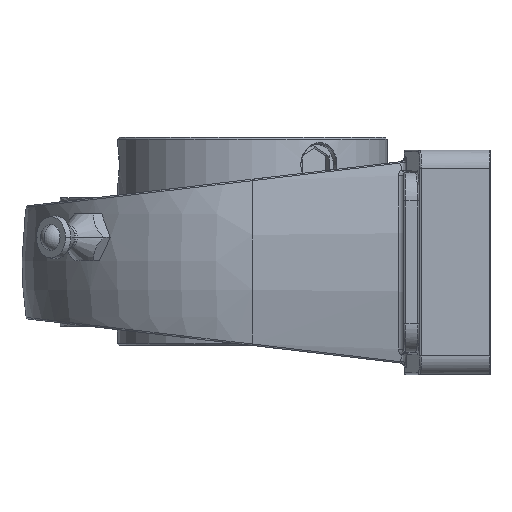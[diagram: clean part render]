
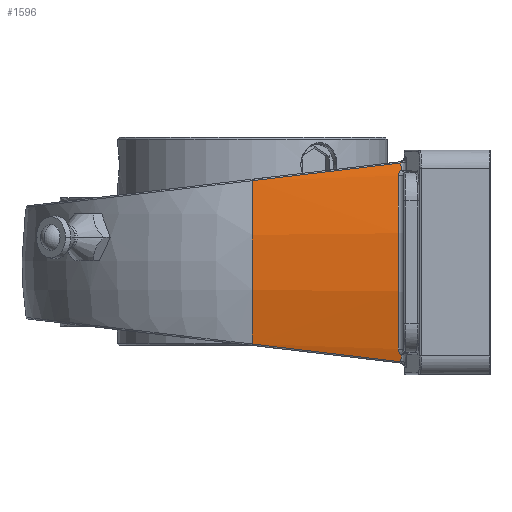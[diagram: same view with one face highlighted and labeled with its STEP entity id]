
A CAD part, left-side view. The second image highlights one B-rep face of the part: STEP entity #1596.
In plain terms, the highlighted cylindrical face has radius 96.8 mm (diameter 193.6 mm), a partial arc.
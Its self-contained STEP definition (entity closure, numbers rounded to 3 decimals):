
#1383 = VERTEX_POINT ( 'NONE', #3650 ) ;
#1512 = VERTEX_POINT ( 'NONE', #3975 ) ;
#1517 = ORIENTED_EDGE ( 'NONE', *, *, #1589, .T. ) ;
#1566 = EDGE_CURVE ( 'NONE', #1383, #1567, #4094, .T. ) ;
#1567 = VERTEX_POINT ( 'NONE', #4091 ) ;
#1569 = ORIENTED_EDGE ( 'NONE', *, *, #1572, .T. ) ;
#1572 = EDGE_CURVE ( 'NONE', #1567, #1512, #4059, .T. ) ;
#1583 = EDGE_CURVE ( 'NONE', #1598, #1602, #4102, .T. ) ;
#1584 = ORIENTED_EDGE ( 'NONE', *, *, #1588, .T. ) ;
#1585 = EDGE_CURVE ( 'NONE', #1602, #1592, #4106, .T. ) ;
#1586 = ORIENTED_EDGE ( 'NONE', *, *, #1566, .T. ) ;
#1587 = VERTEX_POINT ( 'NONE', #4107 ) ;
#1588 = EDGE_CURVE ( 'NONE', #1592, #1587, #4136, .T. ) ;
#1589 = EDGE_CURVE ( 'NONE', #1587, #1383, #4126, .T. ) ;
#1592 = VERTEX_POINT ( 'NONE', #4159 ) ;
#1593 = EDGE_LOOP ( 'NONE', ( #1600, #1599, #1603, #1595, #1584, #1517, #1586, #1569 ) ) ;
#1594 = EDGE_CURVE ( 'NONE', #1512, #1597, #4152, .T. ) ;
#1595 = ORIENTED_EDGE ( 'NONE', *, *, #1585, .T. ) ;
#1596 = ADVANCED_FACE ( 'NONE', ( #4112 ), #4151, .T. ) ;
#1597 = VERTEX_POINT ( 'NONE', #4153 ) ;
#1598 = VERTEX_POINT ( 'NONE', #4135 ) ;
#1599 = ORIENTED_EDGE ( 'NONE', *, *, #1601, .T. ) ;
#1600 = ORIENTED_EDGE ( 'NONE', *, *, #1594, .T. ) ;
#1601 = EDGE_CURVE ( 'NONE', #1597, #1598, #4169, .T. ) ;
#1602 = VERTEX_POINT ( 'NONE', #4119 ) ;
#1603 = ORIENTED_EDGE ( 'NONE', *, *, #1583, .T. ) ;
#3650 = CARTESIAN_POINT ( 'NONE',  ( -57.791, 23.788, 26.54 ) ) ;
#3975 = CARTESIAN_POINT ( 'NONE',  ( -59.01, 63.5, -21.816 ) ) ;
#4059 = CIRCLE ( 'NONE', #4095, 96.8 ) ;
#4086 = CARTESIAN_POINT ( 'NONE',  ( 35.3, 63.5, 0. ) ) ;
#4087 = CARTESIAN_POINT ( 'NONE',  ( -59.01, 63.5, 21.816 ) ) ;
#4088 = CARTESIAN_POINT ( 'NONE',  ( -58.643, 50.178, 23.401 ) ) ;
#4089 = CARTESIAN_POINT ( 'NONE',  ( -58.237, 36.938, 24.976 ) ) ;
#4090 = CARTESIAN_POINT ( 'NONE',  ( -57.791, 23.788, 26.54 ) ) ;
#4091 = CARTESIAN_POINT ( 'NONE',  ( -59.01, 63.5, 21.816 ) ) ;
#4094 =( BOUNDED_CURVE ( )  B_SPLINE_CURVE ( 3, ( #4090, #4089, #4088, #4087 ),
 .UNSPECIFIED., .F., .T. ) 
 B_SPLINE_CURVE_WITH_KNOTS ( ( 4, 4 ),
 ( 4.435, 4.485 ),
 .UNSPECIFIED. ) 
 CURVE ( )  GEOMETRIC_REPRESENTATION_ITEM ( )  RATIONAL_B_SPLINE_CURVE ( ( 1., 1., 1., 1. ) ) 
 REPRESENTATION_ITEM ( '' )  );
#4095 = AXIS2_PLACEMENT_3D ( 'NONE', #4086, #4111, #4110 ) ;
#4102 = B_SPLINE_CURVE_WITH_KNOTS ( 'NONE', 3,
 ( #4145, #4144, #4143, #4142, #4141, #4140, #4139, #4138 ),
 .UNSPECIFIED., .F., .F.,
 ( 4, 2, 2, 4 ),
 ( 0., 0.001, 0.001, 0.002 ),
 .UNSPECIFIED. ) ;
#4103 = DIRECTION ( 'NONE',  ( 0., 1., 0. ) ) ;
#4104 = CARTESIAN_POINT ( 'NONE',  ( 35.3, 24.5, 0. ) ) ;
#4106 = CIRCLE ( 'NONE', #4146, 96.8 ) ;
#4107 = CARTESIAN_POINT ( 'NONE',  ( -58.302, 23.752, 24.677 ) ) ;
#4110 = DIRECTION ( 'NONE',  ( 0., 0., -1. ) ) ;
#4111 = DIRECTION ( 'NONE',  ( 0., -1., 0. ) ) ;
#4112 = FACE_OUTER_BOUND ( 'NONE', #1593, .T. ) ;
#4119 = CARTESIAN_POINT ( 'NONE',  ( -58.693, 24.5, -23.141 ) ) ;
#4125 = CARTESIAN_POINT ( 'NONE',  ( -58.302, 23.752, 24.677 ) ) ;
#4126 =( BOUNDED_CURVE ( )  B_SPLINE_CURVE ( 3, ( #4125, #4162, #4161, #4160 ),
 .UNSPECIFIED., .F., .F. ) 
 B_SPLINE_CURVE_WITH_KNOTS ( ( 4, 4 ),
 ( 3.399, 3.419 ),
 .UNSPECIFIED. ) 
 CURVE ( )  GEOMETRIC_REPRESENTATION_ITEM ( )  RATIONAL_B_SPLINE_CURVE ( ( 1., 1., 1., 1. ) ) 
 REPRESENTATION_ITEM ( '' )  );
#4127 = CARTESIAN_POINT ( 'NONE',  ( -58.302, 23.752, 24.677 ) ) ;
#4128 = CARTESIAN_POINT ( 'NONE',  ( -58.351, 23.988, 24.491 ) ) ;
#4129 = CARTESIAN_POINT ( 'NONE',  ( -58.412, 24.176, 24.255 ) ) ;
#4130 = CARTESIAN_POINT ( 'NONE',  ( -58.514, 24.368, 23.859 ) ) ;
#4131 = CARTESIAN_POINT ( 'NONE',  ( -58.549, 24.418, 23.718 ) ) ;
#4132 = CARTESIAN_POINT ( 'NONE',  ( -58.621, 24.483, 23.434 ) ) ;
#4133 = CARTESIAN_POINT ( 'NONE',  ( -58.657, 24.5, 23.289 ) ) ;
#4134 = CARTESIAN_POINT ( 'NONE',  ( -58.693, 24.5, 23.141 ) ) ;
#4135 = CARTESIAN_POINT ( 'NONE',  ( -58.302, 23.752, -24.677 ) ) ;
#4136 = B_SPLINE_CURVE_WITH_KNOTS ( 'NONE', 3,
 ( #4134, #4133, #4132, #4131, #4130, #4129, #4128, #4127 ),
 .UNSPECIFIED., .F., .F.,
 ( 4, 2, 2, 4 ),
 ( 0., 0., 0.001, 0.002 ),
 .UNSPECIFIED. ) ;
#4137 = DIRECTION ( 'NONE',  ( 0., 0., 1. ) ) ;
#4138 = CARTESIAN_POINT ( 'NONE',  ( -58.693, 24.5, -23.141 ) ) ;
#4139 = CARTESIAN_POINT ( 'NONE',  ( -58.657, 24.5, -23.289 ) ) ;
#4140 = CARTESIAN_POINT ( 'NONE',  ( -58.621, 24.483, -23.434 ) ) ;
#4141 = CARTESIAN_POINT ( 'NONE',  ( -58.549, 24.418, -23.718 ) ) ;
#4142 = CARTESIAN_POINT ( 'NONE',  ( -58.514, 24.368, -23.859 ) ) ;
#4143 = CARTESIAN_POINT ( 'NONE',  ( -58.412, 24.176, -24.255 ) ) ;
#4144 = CARTESIAN_POINT ( 'NONE',  ( -58.351, 23.988, -24.491 ) ) ;
#4145 = CARTESIAN_POINT ( 'NONE',  ( -58.302, 23.752, -24.677 ) ) ;
#4146 = AXIS2_PLACEMENT_3D ( 'NONE', #4104, #4103, #4137 ) ;
#4147 = CARTESIAN_POINT ( 'NONE',  ( -57.791, 23.788, -26.54 ) ) ;
#4148 = CARTESIAN_POINT ( 'NONE',  ( -58.237, 36.938, -24.976 ) ) ;
#4149 = CARTESIAN_POINT ( 'NONE',  ( -58.643, 50.178, -23.401 ) ) ;
#4150 = CARTESIAN_POINT ( 'NONE',  ( -59.01, 63.5, -21.816 ) ) ;
#4151 = CYLINDRICAL_SURFACE ( 'NONE', #4176, 96.8 ) ;
#4152 =( BOUNDED_CURVE ( )  B_SPLINE_CURVE ( 3, ( #4150, #4149, #4148, #4147 ),
 .UNSPECIFIED., .F., .T. ) 
 B_SPLINE_CURVE_WITH_KNOTS ( ( 4, 4 ),
 ( 1.798, 1.849 ),
 .UNSPECIFIED. ) 
 CURVE ( )  GEOMETRIC_REPRESENTATION_ITEM ( )  RATIONAL_B_SPLINE_CURVE ( ( 1., 1., 1., 1. ) ) 
 REPRESENTATION_ITEM ( '' )  );
#4153 = CARTESIAN_POINT ( 'NONE',  ( -57.791, 23.788, -26.54 ) ) ;
#4159 = CARTESIAN_POINT ( 'NONE',  ( -58.693, 24.5, 23.141 ) ) ;
#4160 = CARTESIAN_POINT ( 'NONE',  ( -57.791, 23.788, 26.54 ) ) ;
#4161 = CARTESIAN_POINT ( 'NONE',  ( -57.967, 23.776, 25.921 ) ) ;
#4162 = CARTESIAN_POINT ( 'NONE',  ( -58.137, 23.763, 25.3 ) ) ;
#4165 = CARTESIAN_POINT ( 'NONE',  ( -58.302, 23.752, -24.677 ) ) ;
#4166 = CARTESIAN_POINT ( 'NONE',  ( -58.137, 23.763, -25.3 ) ) ;
#4167 = CARTESIAN_POINT ( 'NONE',  ( -57.967, 23.776, -25.921 ) ) ;
#4168 = CARTESIAN_POINT ( 'NONE',  ( -57.791, 23.788, -26.54 ) ) ;
#4169 =( BOUNDED_CURVE ( )  B_SPLINE_CURVE ( 3, ( #4168, #4167, #4166, #4165 ),
 .UNSPECIFIED., .F., .T. ) 
 B_SPLINE_CURVE_WITH_KNOTS ( ( 4, 4 ),
 ( 2.864, 2.884 ),
 .UNSPECIFIED. ) 
 CURVE ( )  GEOMETRIC_REPRESENTATION_ITEM ( )  RATIONAL_B_SPLINE_CURVE ( ( 1., 1., 1., 1. ) ) 
 REPRESENTATION_ITEM ( '' )  );
#4172 = DIRECTION ( 'NONE',  ( 0., 0., 1. ) ) ;
#4173 = DIRECTION ( 'NONE',  ( 0., 1., 0. ) ) ;
#4174 = CARTESIAN_POINT ( 'NONE',  ( 35.3, -37.276, 0. ) ) ;
#4176 = AXIS2_PLACEMENT_3D ( 'NONE', #4174, #4173, #4172 ) ;
